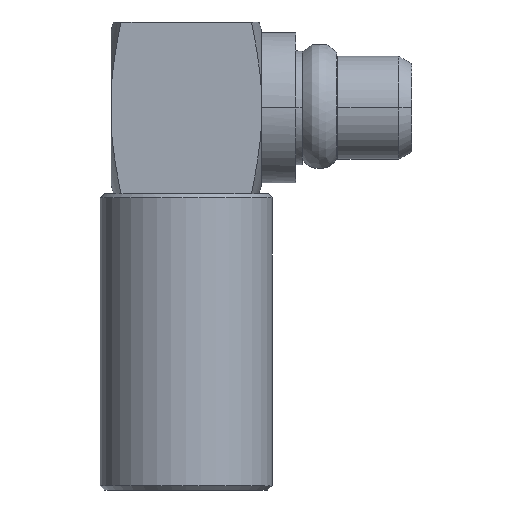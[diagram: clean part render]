
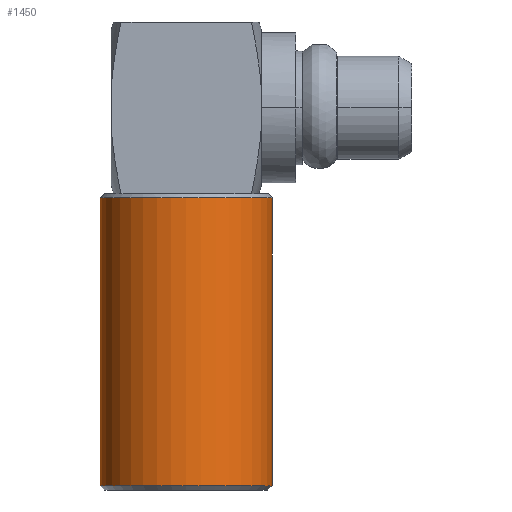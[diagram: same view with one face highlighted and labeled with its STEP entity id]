
A CAD part, front view. The second image highlights one B-rep face of the part: STEP entity #1450.
In plain terms, the highlighted cylindrical face has radius 2 mm (diameter 4 mm), a partial arc.
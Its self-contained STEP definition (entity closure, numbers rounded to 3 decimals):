
#19 = CARTESIAN_POINT ( 'NONE',  ( 2., 0., -4.095 ) ) ;
#107 = CARTESIAN_POINT ( 'NONE',  ( 2., 0., -10.9 ) ) ;
#276 = CARTESIAN_POINT ( 'NONE',  ( -2., 0., -10.8 ) ) ;
#480 = DIRECTION ( 'NONE',  ( 1., 0., 0. ) ) ;
#682 = CYLINDRICAL_SURFACE ( 'NONE', #1895, 2. ) ;
#688 = DIRECTION ( 'NONE',  ( -1., 0., 0. ) ) ;
#745 = DIRECTION ( 'NONE',  ( 0., 0., 1. ) ) ;
#779 = DIRECTION ( 'NONE',  ( 0., 0., 1. ) ) ;
#797 = ORIENTED_EDGE ( 'NONE', *, *, #803, .T. ) ;
#803 = EDGE_CURVE ( 'NONE', #978, #1325, #2203, .T. ) ;
#820 = AXIS2_PLACEMENT_3D ( 'NONE', #2993, #2555, #688 ) ;
#948 = FACE_OUTER_BOUND ( 'NONE', #2436, .T. ) ;
#978 = VERTEX_POINT ( 'NONE', #1104 ) ;
#1104 = CARTESIAN_POINT ( 'NONE',  ( 2., 0., -10.8 ) ) ;
#1189 = CARTESIAN_POINT ( 'NONE',  ( -2., 0., -10.9 ) ) ;
#1205 = CIRCLE ( 'NONE', #2298, 2. ) ;
#1320 = VECTOR ( 'NONE', #779, 1000. ) ;
#1325 = VERTEX_POINT ( 'NONE', #19 ) ;
#1370 = EDGE_CURVE ( 'NONE', #1325, #2186, #2446, .T. ) ;
#1450 = ADVANCED_FACE ( 'NONE', ( #948 ), #682, .T. ) ;
#1459 = ORIENTED_EDGE ( 'NONE', *, *, #1547, .T. ) ;
#1547 = EDGE_CURVE ( 'NONE', #2736, #978, #1205, .T. ) ;
#1645 = DIRECTION ( 'NONE',  ( 0., 0., 1. ) ) ;
#1895 = AXIS2_PLACEMENT_3D ( 'NONE', #2567, #1645, #480 ) ;
#1903 = CARTESIAN_POINT ( 'NONE',  ( -2., 0., -4.095 ) ) ;
#2186 = VERTEX_POINT ( 'NONE', #1903 ) ;
#2203 = LINE ( 'NONE', #107, #2798 ) ;
#2298 = AXIS2_PLACEMENT_3D ( 'NONE', #2701, #2981, #2955 ) ;
#2357 = ORIENTED_EDGE ( 'NONE', *, *, #1370, .T. ) ;
#2436 = EDGE_LOOP ( 'NONE', ( #2569, #1459, #797, #2357 ) ) ;
#2446 = CIRCLE ( 'NONE', #820, 2. ) ;
#2555 = DIRECTION ( 'NONE',  ( 0., 0., -1. ) ) ;
#2567 = CARTESIAN_POINT ( 'NONE',  ( 0., 0., -10.9 ) ) ;
#2569 = ORIENTED_EDGE ( 'NONE', *, *, #2620, .F. ) ;
#2620 = EDGE_CURVE ( 'NONE', #2736, #2186, #2860, .T. ) ;
#2701 = CARTESIAN_POINT ( 'NONE',  ( 0., 0., -10.8 ) ) ;
#2736 = VERTEX_POINT ( 'NONE', #276 ) ;
#2798 = VECTOR ( 'NONE', #745, 1000. ) ;
#2860 = LINE ( 'NONE', #1189, #1320 ) ;
#2955 = DIRECTION ( 'NONE',  ( -1., 0., 0. ) ) ;
#2981 = DIRECTION ( 'NONE',  ( 0., 0., 1. ) ) ;
#2993 = CARTESIAN_POINT ( 'NONE',  ( 0., 0., -4.095 ) ) ;
